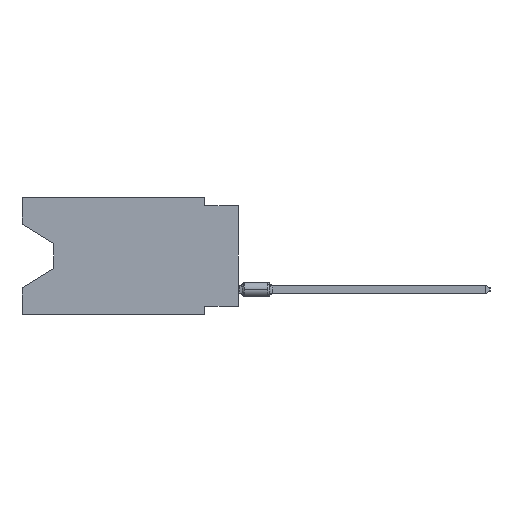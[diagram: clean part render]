
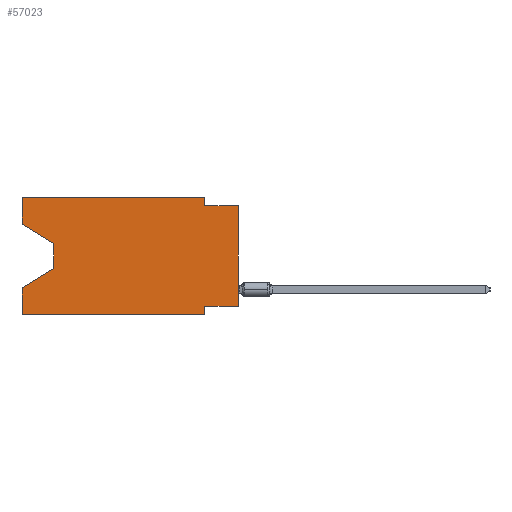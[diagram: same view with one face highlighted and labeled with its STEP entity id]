
A CAD part, left-side view. The second image highlights one B-rep face of the part: STEP entity #57023.
In plain terms, the highlighted planar face has unit normal (-1, 0, 0).
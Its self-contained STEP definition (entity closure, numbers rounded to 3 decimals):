
#23 = DIRECTION ( 'NONE',  ( 0., -0.855, -0.519 ) ) ;
#762 = DIRECTION ( 'NONE',  ( 0., 0., 1. ) ) ;
#1754 = DIRECTION ( 'NONE',  ( 0., -1., 0. ) ) ;
#2099 = CARTESIAN_POINT ( 'NONE',  ( 0., 0., -0.635 ) ) ;
#3811 = DIRECTION ( 'NONE',  ( 0., 0., -1. ) ) ;
#3893 = VECTOR ( 'NONE', #23, 1000. ) ;
#4092 = VERTEX_POINT ( 'NONE', #31634 ) ;
#4104 = EDGE_CURVE ( 'NONE', #28260, #54850, #43210, .T. ) ;
#5909 = ORIENTED_EDGE ( 'NONE', *, *, #63637, .T. ) ;
#6882 = VERTEX_POINT ( 'NONE', #20691 ) ;
#6911 = CARTESIAN_POINT ( 'NONE',  ( 0., 2.54, 0. ) ) ;
#7330 = VERTEX_POINT ( 'NONE', #31140 ) ;
#8355 = ORIENTED_EDGE ( 'NONE', *, *, #33782, .T. ) ;
#8890 = CARTESIAN_POINT ( 'NONE',  ( 0., 0., 0. ) ) ;
#9915 = VECTOR ( 'NONE', #3811, 1000. ) ;
#9935 = DIRECTION ( 'NONE',  ( 0., 0., 1. ) ) ;
#10156 = VECTOR ( 'NONE', #762, 1000. ) ;
#10203 = PLANE ( 'NONE',  #49541 ) ;
#10713 = VECTOR ( 'NONE', #12882, 1000. ) ;
#10873 = VERTEX_POINT ( 'NONE', #21719 ) ;
#10902 = CARTESIAN_POINT ( 'NONE',  ( 0., 16.383, 0. ) ) ;
#12882 = DIRECTION ( 'NONE',  ( 0., 0., -1. ) ) ;
#13470 = LINE ( 'NONE', #8890, #49279 ) ;
#15213 = VERTEX_POINT ( 'NONE', #35789 ) ;
#16160 = DIRECTION ( 'NONE',  ( 0., 0., -1. ) ) ;
#16369 = VECTOR ( 'NONE', #63885, 1000. ) ;
#16550 = CARTESIAN_POINT ( 'NONE',  ( 0., 16.383, 0. ) ) ;
#18360 = ORIENTED_EDGE ( 'NONE', *, *, #62536, .F. ) ;
#18917 = ORIENTED_EDGE ( 'NONE', *, *, #4104, .F. ) ;
#19381 = VECTOR ( 'NONE', #9935, 1000. ) ;
#20691 = CARTESIAN_POINT ( 'NONE',  ( 0., 13.97, -5.385 ) ) ;
#20985 = EDGE_CURVE ( 'NONE', #32155, #33620, #39284, .T. ) ;
#21291 = VERTEX_POINT ( 'NONE', #32904 ) ;
#21668 = CARTESIAN_POINT ( 'NONE',  ( 0., 16.383, 0. ) ) ;
#21719 = CARTESIAN_POINT ( 'NONE',  ( 0., 16.383, -8.89 ) ) ;
#22091 = LINE ( 'NONE', #48089, #3893 ) ;
#22416 = LINE ( 'NONE', #44188, #44594 ) ;
#26019 = EDGE_CURVE ( 'NONE', #54850, #54879, #58188, .T. ) ;
#26040 = VERTEX_POINT ( 'NONE', #69060 ) ;
#28021 = ORIENTED_EDGE ( 'NONE', *, *, #20985, .F. ) ;
#28260 = VERTEX_POINT ( 'NONE', #36514 ) ;
#30018 = CARTESIAN_POINT ( 'NONE',  ( 0., 2.54, 0. ) ) ;
#31140 = CARTESIAN_POINT ( 'NONE',  ( 0., 0., -8.255 ) ) ;
#31634 = CARTESIAN_POINT ( 'NONE',  ( 0., 13.97, -3.505 ) ) ;
#31934 = EDGE_CURVE ( 'NONE', #54879, #32155, #49716, .T. ) ;
#32155 = VERTEX_POINT ( 'NONE', #61957 ) ;
#32904 = CARTESIAN_POINT ( 'NONE',  ( 0., 16.383, -6.852 ) ) ;
#33620 = VERTEX_POINT ( 'NONE', #53874 ) ;
#33782 = EDGE_CURVE ( 'NONE', #7330, #33620, #13470, .T. ) ;
#34968 = LINE ( 'NONE', #66213, #10713 ) ;
#35456 = ORIENTED_EDGE ( 'NONE', *, *, #60398, .T. ) ;
#35789 = CARTESIAN_POINT ( 'NONE',  ( 0., 2.54, -8.255 ) ) ;
#36096 = LINE ( 'NONE', #51888, #9915 ) ;
#36514 = CARTESIAN_POINT ( 'NONE',  ( 0., 16.383, -2.038 ) ) ;
#38603 = VECTOR ( 'NONE', #38926, 1000. ) ;
#38926 = DIRECTION ( 'NONE',  ( 0., 0.855, -0.519 ) ) ;
#39284 = LINE ( 'NONE', #2099, #69208 ) ;
#39619 = CARTESIAN_POINT ( 'NONE',  ( 0., 13.97, -5.385 ) ) ;
#41735 = EDGE_CURVE ( 'NONE', #7330, #15213, #22416, .T. ) ;
#43210 = LINE ( 'NONE', #16550, #10156 ) ;
#44188 = CARTESIAN_POINT ( 'NONE',  ( 0., 0., -8.255 ) ) ;
#44594 = VECTOR ( 'NONE', #59290, 1000. ) ;
#46034 = ORIENTED_EDGE ( 'NONE', *, *, #46035, .F. ) ;
#46035 = EDGE_CURVE ( 'NONE', #10873, #21291, #67839, .T. ) ;
#46098 = VECTOR ( 'NONE', #52927, 1000. ) ;
#46227 = ORIENTED_EDGE ( 'NONE', *, *, #26019, .F. ) ;
#46307 = ORIENTED_EDGE ( 'NONE', *, *, #31934, .F. ) ;
#47753 = LINE ( 'NONE', #54408, #16369 ) ;
#48089 = CARTESIAN_POINT ( 'NONE',  ( 0., 16.383, -2.038 ) ) ;
#49031 = CARTESIAN_POINT ( 'NONE',  ( 0., 16.383, 0. ) ) ;
#49279 = VECTOR ( 'NONE', #51356, 1000. ) ;
#49370 = DIRECTION ( 'NONE',  ( 0., 0., -1. ) ) ;
#49541 = AXIS2_PLACEMENT_3D ( 'NONE', #10902, #68450, #16160 ) ;
#49716 = LINE ( 'NONE', #6911, #50289 ) ;
#49947 = ORIENTED_EDGE ( 'NONE', *, *, #68298, .T. ) ;
#50289 = VECTOR ( 'NONE', #49370, 1000. ) ;
#51356 = DIRECTION ( 'NONE',  ( 0., 0., 1. ) ) ;
#51654 = ORIENTED_EDGE ( 'NONE', *, *, #41735, .F. ) ;
#51888 = CARTESIAN_POINT ( 'NONE',  ( 0., 13.97, -3.505 ) ) ;
#52747 = CARTESIAN_POINT ( 'NONE',  ( 0., 16.383, 0. ) ) ;
#52927 = DIRECTION ( 'NONE',  ( 0., -1., 0. ) ) ;
#53874 = CARTESIAN_POINT ( 'NONE',  ( 0., 0., -0.635 ) ) ;
#54408 = CARTESIAN_POINT ( 'NONE',  ( 0., 16.383, -8.89 ) ) ;
#54741 = LINE ( 'NONE', #39619, #38603 ) ;
#54850 = VERTEX_POINT ( 'NONE', #49031 ) ;
#54879 = VERTEX_POINT ( 'NONE', #30018 ) ;
#57023 = ADVANCED_FACE ( 'NONE', ( #69147 ), #10203, .F. ) ;
#58188 = LINE ( 'NONE', #21668, #46098 ) ;
#59290 = DIRECTION ( 'NONE',  ( 0., 1., 0. ) ) ;
#59353 = ORIENTED_EDGE ( 'NONE', *, *, #60310, .T. ) ;
#59928 = EDGE_LOOP ( 'NONE', ( #59353, #49947, #35456, #46034, #5909, #18360, #51654, #8355, #28021, #46307, #46227, #18917 ) ) ;
#60310 = EDGE_CURVE ( 'NONE', #28260, #4092, #22091, .T. ) ;
#60398 = EDGE_CURVE ( 'NONE', #6882, #21291, #54741, .T. ) ;
#61957 = CARTESIAN_POINT ( 'NONE',  ( 0., 2.54, -0.635 ) ) ;
#62536 = EDGE_CURVE ( 'NONE', #15213, #26040, #34968, .T. ) ;
#63637 = EDGE_CURVE ( 'NONE', #10873, #26040, #47753, .T. ) ;
#63885 = DIRECTION ( 'NONE',  ( 0., -1., 0. ) ) ;
#66213 = CARTESIAN_POINT ( 'NONE',  ( 0., 2.54, -8.89 ) ) ;
#67839 = LINE ( 'NONE', #52747, #19381 ) ;
#68298 = EDGE_CURVE ( 'NONE', #4092, #6882, #36096, .T. ) ;
#68450 = DIRECTION ( 'NONE',  ( 1., 0., 0. ) ) ;
#69060 = CARTESIAN_POINT ( 'NONE',  ( 0., 2.54, -8.89 ) ) ;
#69147 = FACE_OUTER_BOUND ( 'NONE', #59928, .T. ) ;
#69208 = VECTOR ( 'NONE', #1754, 1000. ) ;
